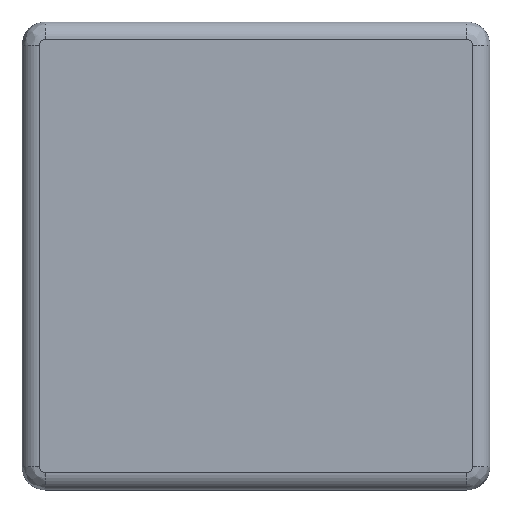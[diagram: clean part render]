
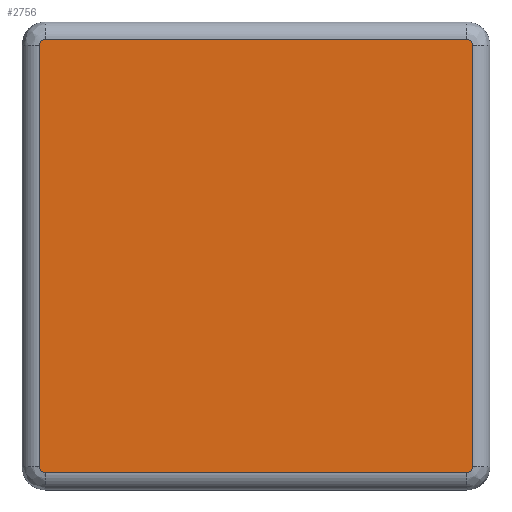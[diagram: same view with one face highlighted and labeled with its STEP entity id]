
A CAD part, top view. The second image highlights one B-rep face of the part: STEP entity #2756.
In plain terms, the highlighted planar face has unit normal (0, 0, 1).
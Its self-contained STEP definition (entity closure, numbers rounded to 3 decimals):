
#128=CIRCLE('',#2998,1.);
#129=CIRCLE('',#2999,1.);
#130=CIRCLE('',#3000,1.);
#131=CIRCLE('',#3001,1.);
#262=FACE_OUTER_BOUND('',#414,.T.);
#414=EDGE_LOOP('',(#2127,#2128,#2129,#2130,#2131,#2132,#2133,#2134));
#681=LINE('',#4693,#935);
#682=LINE('',#4697,#936);
#683=LINE('',#4701,#937);
#684=LINE('',#4704,#938);
#935=VECTOR('',#3510,1000.);
#936=VECTOR('',#3513,1000.);
#937=VECTOR('',#3516,1000.);
#938=VECTOR('',#3519,1000.);
#1248=VERTEX_POINT('',#4689);
#1249=VERTEX_POINT('',#4690);
#1250=VERTEX_POINT('',#4692);
#1251=VERTEX_POINT('',#4694);
#1252=VERTEX_POINT('',#4696);
#1253=VERTEX_POINT('',#4698);
#1254=VERTEX_POINT('',#4700);
#1255=VERTEX_POINT('',#4702);
#1593=EDGE_CURVE('',#1248,#1249,#128,.T.);
#1594=EDGE_CURVE('',#1249,#1250,#681,.T.);
#1595=EDGE_CURVE('',#1250,#1251,#129,.T.);
#1596=EDGE_CURVE('',#1251,#1252,#682,.T.);
#1597=EDGE_CURVE('',#1252,#1253,#130,.T.);
#1598=EDGE_CURVE('',#1253,#1254,#683,.T.);
#1599=EDGE_CURVE('',#1254,#1255,#131,.T.);
#1600=EDGE_CURVE('',#1255,#1248,#684,.T.);
#2127=ORIENTED_EDGE('',*,*,#1593,.T.);
#2128=ORIENTED_EDGE('',*,*,#1594,.T.);
#2129=ORIENTED_EDGE('',*,*,#1595,.T.);
#2130=ORIENTED_EDGE('',*,*,#1596,.T.);
#2131=ORIENTED_EDGE('',*,*,#1597,.T.);
#2132=ORIENTED_EDGE('',*,*,#1598,.T.);
#2133=ORIENTED_EDGE('',*,*,#1599,.T.);
#2134=ORIENTED_EDGE('',*,*,#1600,.T.);
#2627=PLANE('',#2997);
#2756=ADVANCED_FACE('',(#262),#2627,.T.);
#2997=AXIS2_PLACEMENT_3D('',#4688,#3506,#3507);
#2998=AXIS2_PLACEMENT_3D('',#4691,#3508,#3509);
#2999=AXIS2_PLACEMENT_3D('',#4695,#3511,#3512);
#3000=AXIS2_PLACEMENT_3D('',#4699,#3514,#3515);
#3001=AXIS2_PLACEMENT_3D('',#4703,#3517,#3518);
#3506=DIRECTION('center_axis',(0.,0.,
1.));
#3507=DIRECTION('ref_axis',(1.,0.,0.));
#3508=DIRECTION('center_axis',(0.,0.,
1.));
#3509=DIRECTION('ref_axis',(1.,0.,0.));
#3510=DIRECTION('',(1.,0.,0.));
#3511=DIRECTION('center_axis',(0.,0.,
1.));
#3512=DIRECTION('ref_axis',(1.,0.,0.));
#3513=DIRECTION('',(0.,1.,0.));
#3514=DIRECTION('center_axis',(0.,0.,
1.));
#3515=DIRECTION('ref_axis',(1.,0.,0.));
#3516=DIRECTION('',(-1.,0.,0.));
#3517=DIRECTION('center_axis',(0.,0.,
1.));
#3518=DIRECTION('ref_axis',(1.,0.,0.));
#3519=DIRECTION('',(0.,-1.,0.));
#4688=CARTESIAN_POINT('Origin',(-36.,-36.,4.));
#4689=CARTESIAN_POINT('',(-37.,-36.,4.));
#4690=CARTESIAN_POINT('',(-36.,-37.,4.));
#4691=CARTESIAN_POINT('Origin',(-36.,-36.,4.));
#4692=CARTESIAN_POINT('',(36.,-37.,4.));
#4693=CARTESIAN_POINT('',(-36.,-37.,4.));
#4694=CARTESIAN_POINT('',(37.,-36.,4.));
#4695=CARTESIAN_POINT('Origin',(36.,-36.,4.));
#4696=CARTESIAN_POINT('',(37.,36.,4.));
#4697=CARTESIAN_POINT('',(37.,-36.,4.));
#4698=CARTESIAN_POINT('',(36.,37.,4.));
#4699=CARTESIAN_POINT('Origin',(36.,36.,4.));
#4700=CARTESIAN_POINT('',(-36.,37.,4.));
#4701=CARTESIAN_POINT('',(-36.,37.,4.));
#4702=CARTESIAN_POINT('',(-37.,36.,4.));
#4703=CARTESIAN_POINT('Origin',(-36.,36.,4.));
#4704=CARTESIAN_POINT('',(-37.,-36.,4.));
